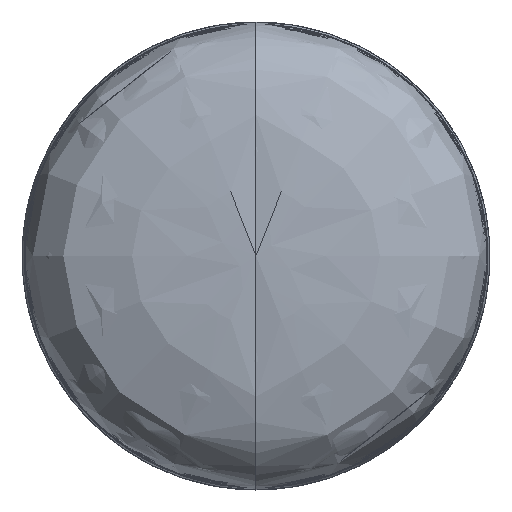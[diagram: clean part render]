
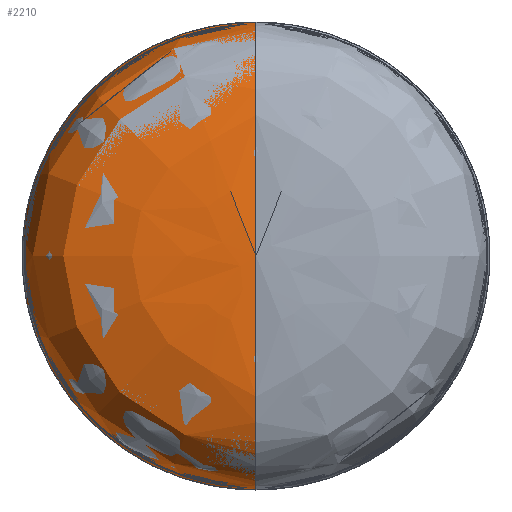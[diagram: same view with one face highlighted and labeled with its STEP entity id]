
A CAD part, top view. The second image highlights one B-rep face of the part: STEP entity #2210.
In plain terms, the highlighted free-form (B-spline) face has degree [2, 2] with [4, 5] control points.
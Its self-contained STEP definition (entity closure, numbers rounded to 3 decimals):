
#2210=ADVANCED_FACE('',(#2417),#5149,.T.);
#2417=FACE_OUTER_BOUND('',#2652,.T.);
#2652=EDGE_LOOP('',(#3315,#3316,#3317));
#3315=ORIENTED_EDGE('',*,*,#3932,.T.);
#3316=ORIENTED_EDGE('',*,*,#3935,.F.);
#3317=ORIENTED_EDGE('',*,*,#3934,.F.);
#3932=EDGE_CURVE('',#4824,#4825,#4595,.T.);
#3934=EDGE_CURVE('',#4824,#4826,#4596,.T.);
#3935=EDGE_CURVE('',#4826,#4825,#4372,.T.);
#4372=(
BOUNDED_CURVE()
B_SPLINE_CURVE(2,(#10154,#10155,#10156,#10157,#10158),.UNSPECIFIED.,.F.,
 .F.)
B_SPLINE_CURVE_WITH_KNOTS((3,2,3),(-494.753,-247.376,
0.),.UNSPECIFIED.)
CURVE()
GEOMETRIC_REPRESENTATION_ITEM()
RATIONAL_B_SPLINE_CURVE((1.,0.707,1.,0.707,1.))
REPRESENTATION_ITEM('')
);
#4595=B_SPLINE_CURVE_WITH_KNOTS('',2,(#10141,#10142,#10143,#10144),
 .UNSPECIFIED.,.F.,.F.,(3,1,3),(0.,96.558,190.852),
 .UNSPECIFIED.);
#4596=B_SPLINE_CURVE_WITH_KNOTS('',2,(#10150,#10151,#10152,#10153),
 .UNSPECIFIED.,.F.,.F.,(3,1,3),(0.,96.558,190.852),
 .UNSPECIFIED.);
#4824=VERTEX_POINT('',#10138);
#4825=VERTEX_POINT('',#10139);
#4826=VERTEX_POINT('',#10140);
#5149=(
BOUNDED_SURFACE()
B_SPLINE_SURFACE(2,2,((#10098,#10099,#10100,#10101,#10102),(#10103,#10104,
#10105,#10106,#10107),(#10108,#10109,#10110,#10111,#10112),(#10113,#10114,
#10115,#10116,#10117)),.UNSPECIFIED.,.F.,.F.,.F.)
B_SPLINE_SURFACE_WITH_KNOTS((3,1,3),(3,2,3),(0.,96.558,190.852),
(0.,247.376,494.753),.UNSPECIFIED.)
GEOMETRIC_REPRESENTATION_ITEM()
RATIONAL_B_SPLINE_SURFACE(((1.,0.707,1.,0.707,1.),
(1.,0.707,1.,0.707,1.),(1.,0.707,1.,
0.707,1.),(1.,0.707,1.,0.707,1.)))
REPRESENTATION_ITEM('')
SURFACE()
);
#10098=CARTESIAN_POINT('',(0.,0.,449.02));
#10099=CARTESIAN_POINT('',(0.,0.,449.02));
#10100=CARTESIAN_POINT('',(0.,0.,449.02));
#10101=CARTESIAN_POINT('',(0.,0.,449.02));
#10102=CARTESIAN_POINT('',(0.,0.,449.02));
#10103=CARTESIAN_POINT('',(0.,101.902,449.02));
#10104=CARTESIAN_POINT('',(-101.902,101.902,449.02));
#10105=CARTESIAN_POINT('',(-101.902,0.,449.02));
#10106=CARTESIAN_POINT('',(-101.902,-101.902,449.02));
#10107=CARTESIAN_POINT('',(0.,-101.902,449.02));
#10108=CARTESIAN_POINT('',(0.,156.848,414.234));
#10109=CARTESIAN_POINT('',(-156.848,156.848,414.234));
#10110=CARTESIAN_POINT('',(-156.848,0.,414.234));
#10111=CARTESIAN_POINT('',(-156.848,-156.848,414.234));
#10112=CARTESIAN_POINT('',(0.,-156.848,414.234));
#10113=CARTESIAN_POINT('',(0.,157.485,382.55));
#10114=CARTESIAN_POINT('',(-157.485,157.485,382.55));
#10115=CARTESIAN_POINT('',(-157.485,0.,382.55));
#10116=CARTESIAN_POINT('',(-157.485,-157.485,382.55));
#10117=CARTESIAN_POINT('',(0.,-157.485,382.55));
#10138=CARTESIAN_POINT('',(0.,0.,449.02));
#10139=CARTESIAN_POINT('',(0.,157.485,382.55));
#10140=CARTESIAN_POINT('',(0.,-157.485,382.55));
#10141=CARTESIAN_POINT('',(0.,0.,449.02));
#10142=CARTESIAN_POINT('',(0.,101.902,449.02));
#10143=CARTESIAN_POINT('',(0.,156.848,414.234));
#10144=CARTESIAN_POINT('',(0.,157.485,382.55));
#10150=CARTESIAN_POINT('',(0.,0.,449.02));
#10151=CARTESIAN_POINT('',(0.,-101.902,449.02));
#10152=CARTESIAN_POINT('',(0.,-156.848,414.234));
#10153=CARTESIAN_POINT('',(0.,-157.485,382.55));
#10154=CARTESIAN_POINT('',(0.,-157.485,382.55));
#10155=CARTESIAN_POINT('',(-157.485,-157.485,382.55));
#10156=CARTESIAN_POINT('',(-157.485,0.,382.55));
#10157=CARTESIAN_POINT('',(-157.485,157.485,382.55));
#10158=CARTESIAN_POINT('',(0.,157.485,382.55));
